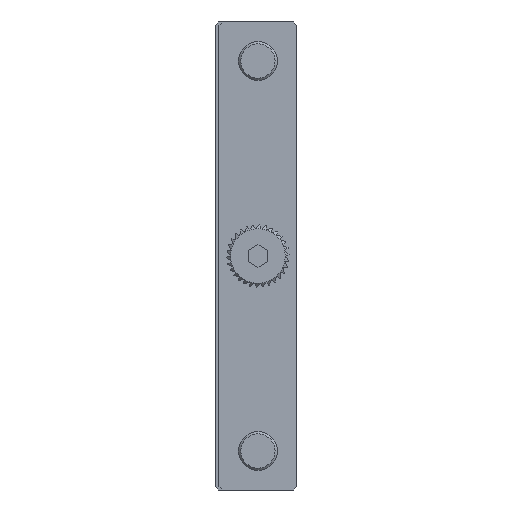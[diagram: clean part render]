
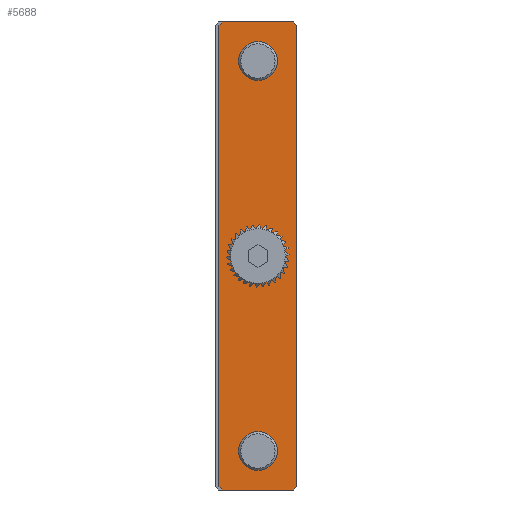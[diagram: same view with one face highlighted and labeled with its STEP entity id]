
A CAD part, left-side view. The second image highlights one B-rep face of the part: STEP entity #5688.
In plain terms, the highlighted planar face has unit normal (-1, 0, 0).
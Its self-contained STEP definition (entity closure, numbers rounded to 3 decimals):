
#16 = VECTOR ( 'NONE', #5681, 1000. ) ;
#168 = LINE ( 'NONE', #2800, #6473 ) ;
#336 = EDGE_CURVE ( 'NONE', #6995, #4132, #8020, .T. ) ;
#387 = DIRECTION ( 'NONE',  ( 0., 0., 1. ) ) ;
#430 = CARTESIAN_POINT ( 'NONE',  ( 0., 5., -55. ) ) ;
#445 = LINE ( 'NONE', #2427, #3050 ) ;
#492 = CARTESIAN_POINT ( 'NONE',  ( 0., 5., -2.5 ) ) ;
#507 = CARTESIAN_POINT ( 'NONE',  ( 0., 10., -0.41 ) ) ;
#729 = DIRECTION ( 'NONE',  ( 0., 0., 1. ) ) ;
#966 = VECTOR ( 'NONE', #6680, 1000. ) ;
#1049 = AXIS2_PLACEMENT_3D ( 'NONE', #8557, #5155, #1824 ) ;
#1089 = CARTESIAN_POINT ( 'NONE',  ( 0., 0., -59.59 ) ) ;
#1161 = EDGE_LOOP ( 'NONE', ( #1655, #1783, #5282, #8516, #7262, #1362, #7001, #6825 ) ) ;
#1222 = EDGE_LOOP ( 'NONE', ( #7338 ) ) ;
#1302 = EDGE_CURVE ( 'NONE', #7795, #5251, #445, .T. ) ;
#1304 = CARTESIAN_POINT ( 'NONE',  ( 0., 10., -0.41 ) ) ;
#1362 = ORIENTED_EDGE ( 'NONE', *, *, #2152, .T. ) ;
#1378 = DIRECTION ( 'NONE',  ( 0., 0., 1. ) ) ;
#1655 = ORIENTED_EDGE ( 'NONE', *, *, #2263, .T. ) ;
#1688 = CIRCLE ( 'NONE', #7969, 2.5 ) ;
#1715 = EDGE_LOOP ( 'NONE', ( #1969 ) ) ;
#1783 = ORIENTED_EDGE ( 'NONE', *, *, #336, .F. ) ;
#1824 = DIRECTION ( 'NONE',  ( 0., 0., 1. ) ) ;
#1969 = ORIENTED_EDGE ( 'NONE', *, *, #6584, .F. ) ;
#2023 = DIRECTION ( 'NONE',  ( 0., 0., 1. ) ) ;
#2079 = DIRECTION ( 'NONE',  ( 0., -0.707, -0.707 ) ) ;
#2108 = EDGE_CURVE ( 'NONE', #8604, #7795, #4431, .T. ) ;
#2152 = EDGE_CURVE ( 'NONE', #8604, #7562, #6721, .T. ) ;
#2203 = CARTESIAN_POINT ( 'NONE',  ( 0., 0., -59.59 ) ) ;
#2263 = EDGE_CURVE ( 'NONE', #2446, #4132, #6562, .T. ) ;
#2419 = EDGE_CURVE ( 'NONE', #5402, #7562, #8076, .T. ) ;
#2427 = CARTESIAN_POINT ( 'NONE',  ( 0., 0., -60. ) ) ;
#2446 = VERTEX_POINT ( 'NONE', #4155 ) ;
#2520 = CARTESIAN_POINT ( 'NONE',  ( 0., 0., -0.41 ) ) ;
#2680 = CIRCLE ( 'NONE', #3947, 2.5 ) ;
#2753 = DIRECTION ( 'NONE',  ( 1., 0., 0. ) ) ;
#2800 = CARTESIAN_POINT ( 'NONE',  ( 0., 0., 0. ) ) ;
#2885 = CARTESIAN_POINT ( 'NONE',  ( 0., 0.41, 0. ) ) ;
#3050 = VECTOR ( 'NONE', #3956, 1000. ) ;
#3130 = VERTEX_POINT ( 'NONE', #492 ) ;
#3208 = VECTOR ( 'NONE', #1378, 1000. ) ;
#3283 = CARTESIAN_POINT ( 'NONE',  ( 0., 0., -0.41 ) ) ;
#3444 = VECTOR ( 'NONE', #2023, 1000. ) ;
#3521 = EDGE_CURVE ( 'NONE', #3130, #3130, #1688, .T. ) ;
#3544 = CARTESIAN_POINT ( 'NONE',  ( 0., 0.41, 0. ) ) ;
#3603 = DIRECTION ( 'NONE',  ( 0., 0., -1. ) ) ;
#3769 = DIRECTION ( 'NONE',  ( 0., 0.707, -0.707 ) ) ;
#3947 = AXIS2_PLACEMENT_3D ( 'NONE', #430, #5649, #387 ) ;
#3956 = DIRECTION ( 'NONE',  ( 0., 1., 0. ) ) ;
#4019 = EDGE_LOOP ( 'NONE', ( #6563 ) ) ;
#4132 = VERTEX_POINT ( 'NONE', #507 ) ;
#4155 = CARTESIAN_POINT ( 'NONE',  ( 0., 9.59, 0. ) ) ;
#4168 = FACE_BOUND ( 'NONE', #1715, .T. ) ;
#4337 = VECTOR ( 'NONE', #2079, 1000. ) ;
#4431 = LINE ( 'NONE', #1089, #5438 ) ;
#4736 = DIRECTION ( 'NONE',  ( 0., -1., 0. ) ) ;
#4775 = FACE_BOUND ( 'NONE', #1222, .T. ) ;
#4821 = CIRCLE ( 'NONE', #1049, 1.5 ) ;
#4823 = PLANE ( 'NONE',  #7720 ) ;
#4997 = CARTESIAN_POINT ( 'NONE',  ( 0., 10., -59.59 ) ) ;
#5037 = CARTESIAN_POINT ( 'NONE',  ( 0., 9.59, -60. ) ) ;
#5155 = DIRECTION ( 'NONE',  ( -1., 0., 0. ) ) ;
#5251 = VERTEX_POINT ( 'NONE', #7448 ) ;
#5282 = ORIENTED_EDGE ( 'NONE', *, *, #6920, .T. ) ;
#5357 = EDGE_CURVE ( 'NONE', #2446, #5402, #168, .T. ) ;
#5402 = VERTEX_POINT ( 'NONE', #2885 ) ;
#5438 = VECTOR ( 'NONE', #3769, 1000. ) ;
#5474 = FACE_BOUND ( 'NONE', #4019, .T. ) ;
#5649 = DIRECTION ( 'NONE',  ( -1., 0., 0. ) ) ;
#5681 = DIRECTION ( 'NONE',  ( 0., -0.707, -0.707 ) ) ;
#5688 = ADVANCED_FACE ( 'NONE', ( #6875, #4168, #5474, #4775 ), #4823, .F. ) ;
#6005 = VERTEX_POINT ( 'NONE', #7283 ) ;
#6055 = CARTESIAN_POINT ( 'NONE',  ( 0., 10., 0. ) ) ;
#6142 = CARTESIAN_POINT ( 'NONE',  ( 0., 0.41, -60. ) ) ;
#6237 = VERTEX_POINT ( 'NONE', #7626 ) ;
#6473 = VECTOR ( 'NONE', #4736, 1000. ) ;
#6562 = LINE ( 'NONE', #1304, #966 ) ;
#6563 = ORIENTED_EDGE ( 'NONE', *, *, #3521, .F. ) ;
#6584 = EDGE_CURVE ( 'NONE', #6005, #6005, #2680, .T. ) ;
#6680 = DIRECTION ( 'NONE',  ( 0., 0.707, -0.707 ) ) ;
#6721 = LINE ( 'NONE', #3283, #3208 ) ;
#6825 = ORIENTED_EDGE ( 'NONE', *, *, #5357, .F. ) ;
#6875 = FACE_OUTER_BOUND ( 'NONE', #1161, .T. ) ;
#6920 = EDGE_CURVE ( 'NONE', #6995, #5251, #7124, .T. ) ;
#6995 = VERTEX_POINT ( 'NONE', #4997 ) ;
#7001 = ORIENTED_EDGE ( 'NONE', *, *, #2419, .F. ) ;
#7124 = LINE ( 'NONE', #5037, #16 ) ;
#7262 = ORIENTED_EDGE ( 'NONE', *, *, #2108, .F. ) ;
#7283 = CARTESIAN_POINT ( 'NONE',  ( 0., 5., -52.5 ) ) ;
#7338 = ORIENTED_EDGE ( 'NONE', *, *, #8418, .F. ) ;
#7448 = CARTESIAN_POINT ( 'NONE',  ( 0., 9.59, -60. ) ) ;
#7562 = VERTEX_POINT ( 'NONE', #2520 ) ;
#7616 = CARTESIAN_POINT ( 'NONE',  ( 0., 0., 0. ) ) ;
#7626 = CARTESIAN_POINT ( 'NONE',  ( 0., 5., -28.5 ) ) ;
#7720 = AXIS2_PLACEMENT_3D ( 'NONE', #7616, #2753, #3603 ) ;
#7795 = VERTEX_POINT ( 'NONE', #6142 ) ;
#7958 = CARTESIAN_POINT ( 'NONE',  ( 0., 5., -5. ) ) ;
#7969 = AXIS2_PLACEMENT_3D ( 'NONE', #7958, #8041, #729 ) ;
#8020 = LINE ( 'NONE', #6055, #3444 ) ;
#8041 = DIRECTION ( 'NONE',  ( -1., 0., 0. ) ) ;
#8076 = LINE ( 'NONE', #3544, #4337 ) ;
#8418 = EDGE_CURVE ( 'NONE', #6237, #6237, #4821, .T. ) ;
#8516 = ORIENTED_EDGE ( 'NONE', *, *, #1302, .F. ) ;
#8557 = CARTESIAN_POINT ( 'NONE',  ( 0., 5., -30. ) ) ;
#8604 = VERTEX_POINT ( 'NONE', #2203 ) ;
